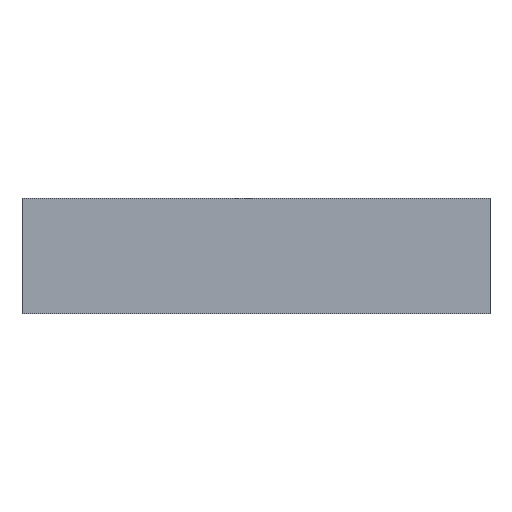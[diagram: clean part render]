
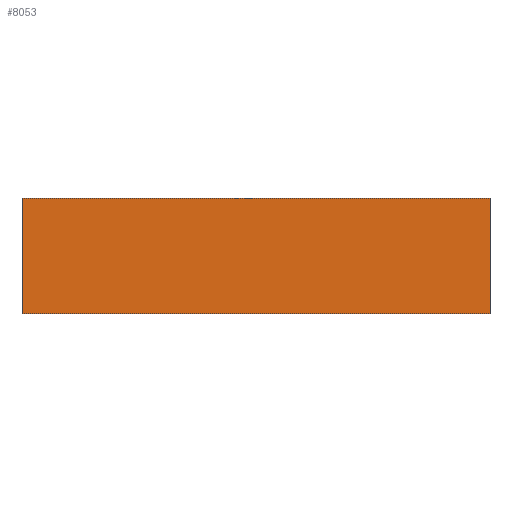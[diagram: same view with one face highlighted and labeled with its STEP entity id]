
A CAD part, front view. The second image highlights one B-rep face of the part: STEP entity #8053.
In plain terms, the highlighted planar face has unit normal (0, -1, 0).
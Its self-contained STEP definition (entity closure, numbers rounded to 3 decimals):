
#703=PLANE('',#8528);
#1205=FACE_OUTER_BOUND('',#1698,.T.);
#1698=EDGE_LOOP('',(#7609,#7610,#7611,#7612));
#2044=LINE('',#13879,#2753);
#2128=LINE('',#14141,#2837);
#2391=LINE('',#14874,#3100);
#2416=LINE('',#14935,#3125);
#2753=VECTOR('',#9102,10.);
#2837=VECTOR('',#9314,10.);
#3100=VECTOR('',#10087,10.);
#3125=VECTOR('',#10154,10.);
#3753=VERTEX_POINT('',#13877);
#3754=VERTEX_POINT('',#13878);
#3868=VERTEX_POINT('',#14140);
#4083=VERTEX_POINT('',#14873);
#4750=EDGE_CURVE('',#3753,#3754,#2044,.T.);
#4878=EDGE_CURVE('',#3868,#3754,#2128,.T.);
#5245=EDGE_CURVE('',#3868,#4083,#2391,.T.);
#5276=EDGE_CURVE('',#4083,#3753,#2416,.T.);
#7609=ORIENTED_EDGE('',*,*,#4878,.T.);
#7610=ORIENTED_EDGE('',*,*,#4750,.F.);
#7611=ORIENTED_EDGE('',*,*,#5276,.F.);
#7612=ORIENTED_EDGE('',*,*,#5245,.F.);
#8053=ADVANCED_FACE('',(#1205),#703,.T.);
#8528=AXIS2_PLACEMENT_3D('',#14938,#10158,#10159);
#9102=DIRECTION('',(1.,0.,0.));
#9314=DIRECTION('',(0.,0.,1.));
#10087=DIRECTION('',(-1.,0.,0.));
#10154=DIRECTION('',(0.,0.,1.));
#10158=DIRECTION('center_axis',(0.,-1.,0.));
#10159=DIRECTION('ref_axis',(1.,0.,0.));
#13877=CARTESIAN_POINT('',(-4.,-4.,25.));
#13878=CARTESIAN_POINT('',(124.,-4.,25.));
#13879=CARTESIAN_POINT('',(124.,-4.,25.));
#14140=CARTESIAN_POINT('',(124.,-4.,-6.6));
#14141=CARTESIAN_POINT('',(124.,-4.,22.));
#14873=CARTESIAN_POINT('',(-4.,-4.,-6.6));
#14874=CARTESIAN_POINT('',(124.,-4.,-6.6));
#14935=CARTESIAN_POINT('',(-4.,-4.,-6.6));
#14938=CARTESIAN_POINT('Origin',(-4.,-4.,22.));
